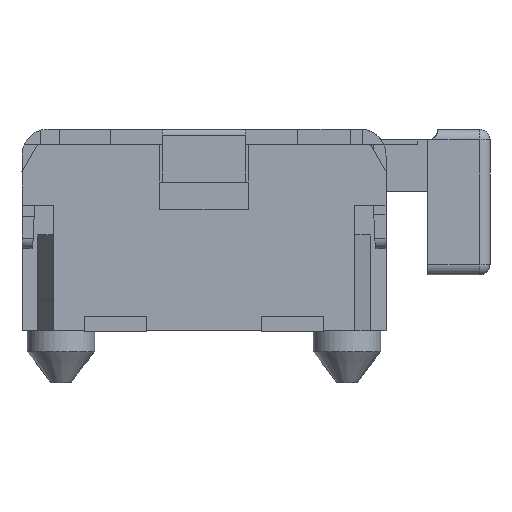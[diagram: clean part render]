
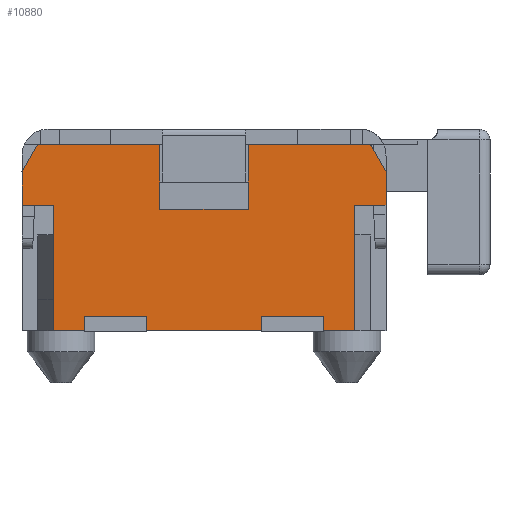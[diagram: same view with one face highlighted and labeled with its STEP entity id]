
A CAD part, left-side view. The second image highlights one B-rep face of the part: STEP entity #10880.
In plain terms, the highlighted planar face has unit normal (-1, 0, 0).
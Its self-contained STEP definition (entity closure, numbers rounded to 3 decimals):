
#982=FACE_OUTER_BOUND('',#1598,.T.);
#1598=EDGE_LOOP('',(#8406,#8407,#8408,#8409,#8410,#8411,#8412,#8413,#8414,
#8415,#8416,#8417,#8418,#8419,#8420,#8421));
#2381=LINE('',#15410,#3596);
#2387=LINE('',#15422,#3602);
#2410=LINE('',#15469,#3625);
#2539=LINE('',#15786,#3754);
#2552=LINE('',#15813,#3767);
#2562=LINE('',#15834,#3777);
#2567=LINE('',#15843,#3782);
#2575=LINE('',#15858,#3790);
#2613=LINE('',#15946,#3828);
#2617=LINE('',#15954,#3832);
#2632=LINE('',#15998,#3847);
#2633=LINE('',#15999,#3848);
#2634=LINE('',#16001,#3849);
#2635=LINE('',#16003,#3850);
#2636=LINE('',#16004,#3851);
#2637=LINE('',#16005,#3852);
#3596=VECTOR('',#12826,0.3);
#3602=VECTOR('',#12834,0.3);
#3625=VECTOR('',#12867,2.9);
#3754=VECTOR('',#13122,0.3);
#3767=VECTOR('',#13139,0.3);
#3777=VECTOR('',#13159,0.907);
#3782=VECTOR('',#13168,0.324);
#3790=VECTOR('',#13180,0.324);
#3828=VECTOR('',#13230,1.175);
#3832=VECTOR('',#13234,1.175);
#3847=VECTOR('',#13271,0.907);
#3848=VECTOR('',#13272,0.3);
#3849=VECTOR('',#13273,0.62);
#3850=VECTOR('',#13274,0.85);
#3851=VECTOR('',#13275,0.62);
#3852=VECTOR('',#13276,0.3);
#4724=VERTEX_POINT('',#15406);
#4726=VERTEX_POINT('',#15409);
#4729=VERTEX_POINT('',#15416);
#4731=VERTEX_POINT('',#15420);
#4846=VERTEX_POINT('',#15783);
#4847=VERTEX_POINT('',#15785);
#4858=VERTEX_POINT('',#15810);
#4859=VERTEX_POINT('',#15812);
#4867=VERTEX_POINT('',#15842);
#4872=VERTEX_POINT('',#15856);
#4901=VERTEX_POINT('',#15943);
#4902=VERTEX_POINT('',#15945);
#4905=VERTEX_POINT('',#15951);
#4906=VERTEX_POINT('',#15953);
#4925=VERTEX_POINT('',#16000);
#4926=VERTEX_POINT('',#16002);
#5932=EDGE_CURVE('',#4724,#4726,#2381,.T.);
#5938=EDGE_CURVE('',#4729,#4731,#2387,.T.);
#5961=EDGE_CURVE('',#4726,#4731,#2410,.T.);
#6107=EDGE_CURVE('',#4847,#4846,#2539,.T.);
#6120=EDGE_CURVE('',#4859,#4858,#2552,.T.);
#6131=EDGE_CURVE('',#4846,#4729,#2562,.T.);
#6136=EDGE_CURVE('',#4847,#4867,#2567,.T.);
#6144=EDGE_CURVE('',#4858,#4872,#2575,.T.);
#6184=EDGE_CURVE('',#4901,#4902,#2613,.T.);
#6188=EDGE_CURVE('',#4905,#4906,#2617,.T.);
#6211=EDGE_CURVE('',#4859,#4724,#2632,.T.);
#6212=EDGE_CURVE('',#4872,#4906,#2633,.T.);
#6213=EDGE_CURVE('',#4925,#4905,#2634,.T.);
#6214=EDGE_CURVE('',#4926,#4925,#2635,.T.);
#6215=EDGE_CURVE('',#4926,#4902,#2636,.T.);
#6216=EDGE_CURVE('',#4901,#4867,#2637,.T.);
#8406=ORIENTED_EDGE('',*,*,#6211,.F.);
#8407=ORIENTED_EDGE('',*,*,#6120,.T.);
#8408=ORIENTED_EDGE('',*,*,#6144,.T.);
#8409=ORIENTED_EDGE('',*,*,#6212,.T.);
#8410=ORIENTED_EDGE('',*,*,#6188,.F.);
#8411=ORIENTED_EDGE('',*,*,#6213,.F.);
#8412=ORIENTED_EDGE('',*,*,#6214,.F.);
#8413=ORIENTED_EDGE('',*,*,#6215,.T.);
#8414=ORIENTED_EDGE('',*,*,#6184,.F.);
#8415=ORIENTED_EDGE('',*,*,#6216,.T.);
#8416=ORIENTED_EDGE('',*,*,#6136,.F.);
#8417=ORIENTED_EDGE('',*,*,#6107,.T.);
#8418=ORIENTED_EDGE('',*,*,#6131,.T.);
#8419=ORIENTED_EDGE('',*,*,#5938,.T.);
#8420=ORIENTED_EDGE('',*,*,#5961,.F.);
#8421=ORIENTED_EDGE('',*,*,#5932,.F.);
#10413=PLANE('',#11618);
#10880=ADVANCED_FACE('',(#982),#10413,.F.);
#11618=AXIS2_PLACEMENT_3D('',#15997,#13269,#13270);
#12826=DIRECTION('',(0.,-1.,0.));
#12834=DIRECTION('',(0.,-1.,0.));
#12867=DIRECTION('',(0.,0.,-1.));
#13122=DIRECTION('',(0.,0.,1.));
#13139=DIRECTION('',(0.,0.,1.));
#13159=DIRECTION('',(0.,-1.,0.));
#13168=DIRECTION('',(0.,1.,0.));
#13180=DIRECTION('',(0.,1.,0.));
#13230=DIRECTION('',(0.,0.,1.));
#13234=DIRECTION('',(0.,0.,1.));
#13269=DIRECTION('center_axis',(1.,0.,0.));
#13270=DIRECTION('ref_axis',(0.,0.,-1.));
#13271=DIRECTION('',(0.,-1.,0.));
#13272=DIRECTION('',(0.,0.866,-0.5));
#13273=DIRECTION('',(0.,1.,0.));
#13274=DIRECTION('',(0.,0.,1.));
#13275=DIRECTION('',(0.,1.,0.));
#13276=DIRECTION('',(0.,-0.866,-0.5));
#15406=CARTESIAN_POINT('',(-2.35,0.01,1.45));
#15409=CARTESIAN_POINT('',(-2.35,-0.29,1.45));
#15410=CARTESIAN_POINT('',(-2.35,0.01,1.45));
#15416=CARTESIAN_POINT('',(-2.35,0.01,-1.45));
#15420=CARTESIAN_POINT('',(-2.35,-0.29,-1.45));
#15422=CARTESIAN_POINT('',(-2.35,0.01,-1.45));
#15469=CARTESIAN_POINT('',(-2.35,-0.29,1.45));
#15783=CARTESIAN_POINT('',(-2.35,0.917,-1.45));
#15785=CARTESIAN_POINT('',(-2.35,0.917,-1.75));
#15786=CARTESIAN_POINT('',(-2.35,0.917,-1.804));
#15810=CARTESIAN_POINT('',(-2.35,0.917,1.75));
#15812=CARTESIAN_POINT('',(-2.35,0.917,1.45));
#15813=CARTESIAN_POINT('',(-2.35,0.917,-0.151));
#15834=CARTESIAN_POINT('',(-2.35,1.208,-1.45));
#15842=CARTESIAN_POINT('',(-2.35,1.24,-1.75));
#15843=CARTESIAN_POINT('',(-2.35,1.5,-1.75));
#15856=CARTESIAN_POINT('',(-2.35,1.24,1.75));
#15858=CARTESIAN_POINT('',(-2.35,1.169,1.75));
#15943=CARTESIAN_POINT('',(-2.35,1.5,-1.6));
#15945=CARTESIAN_POINT('',(-2.35,1.5,-0.425));
#15946=CARTESIAN_POINT('',(-2.35,1.5,1.6));
#15951=CARTESIAN_POINT('',(-2.35,1.5,0.425));
#15953=CARTESIAN_POINT('',(-2.35,1.5,1.6));
#15954=CARTESIAN_POINT('',(-2.35,1.5,1.6));
#15997=CARTESIAN_POINT('Origin',(-2.35,1.5,-1.752));
#15998=CARTESIAN_POINT('',(-2.35,1.5,1.45));
#15999=CARTESIAN_POINT('',(-2.35,1.24,1.75));
#16000=CARTESIAN_POINT('',(-2.35,0.88,0.425));
#16001=CARTESIAN_POINT('',(-2.35,1.14,0.425));
#16002=CARTESIAN_POINT('',(-2.35,0.88,-0.425));
#16003=CARTESIAN_POINT('',(-2.35,0.88,-0.425));
#16004=CARTESIAN_POINT('',(-2.35,1.14,-0.425));
#16005=CARTESIAN_POINT('',(-2.35,1.24,-1.75));
